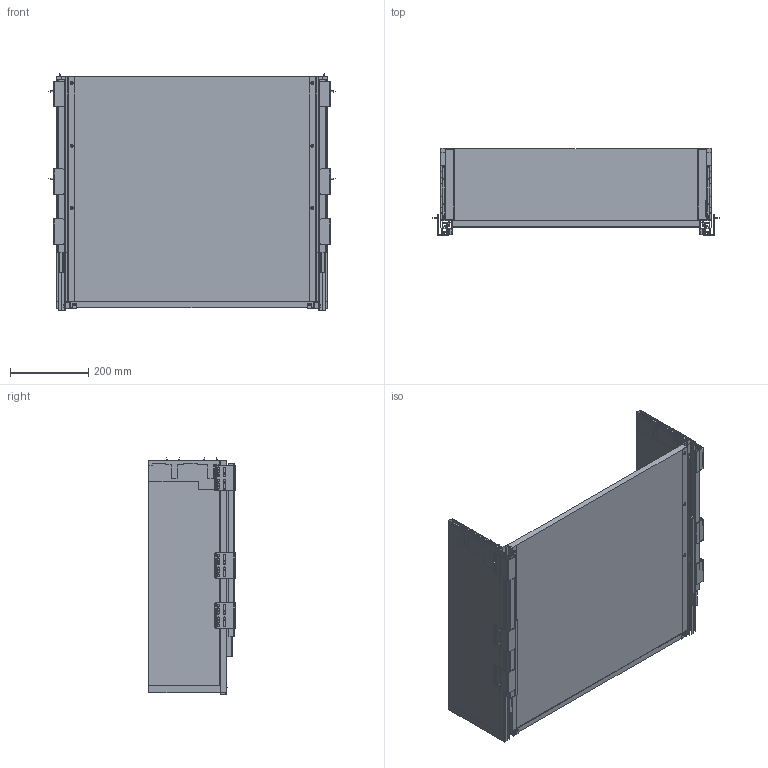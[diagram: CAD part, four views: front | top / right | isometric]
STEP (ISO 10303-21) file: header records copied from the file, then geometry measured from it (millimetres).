
FILE_DESCRIPTION(/* description */ (''),/* implementation_level */ '2;1');
FILE_NAME(/* name */ 'PB-AXISPRO-KPL600D.stp',/* time_stamp */ '2024-08-22T16:11:23+02:00',/* author */ ('tomaszw'),/* organization */ (''),/* preprocessor_version */ 'ST-DEVELOPER v19.2',/* originating_system */ 'Autodesk Inventor 2023',/* authorisation */ '');
FILE_SCHEMA (('AUTOMOTIVE_DESIGN { 1 0 10303 214 3 1 1 }'));
Products named in the file (1): PB-AXISPRO-KPL600D1
Bounding box: 732.6 x 222 x 604.9 mm (x, y, z)
Volume: 8699379.2 mm3; surface area: 2663163.3 mm2
Topology: 49 solids, 51 shells, 2020 faces, 5284 edges, 3452 vertices
Faces by surface type: plane 1420, cylinder 348, cone 128, bspline 116, sphere 6, torus 2
Full cylindrical faces by diameter (mm): 2 x4, 3.5 x32, 6 x56, 7.5 x26, 7.8 x2, 8.5 x2, 10 x6
Entity records: 62938 total; most frequent: CARTESIAN_POINT 12903, ORIENTED_EDGE 10552, DIRECTION 9672, EDGE_CURVE 5276, LINE 4134, VECTOR 4134, VERTEX_POINT 3452, AXIS2_PLACEMENT_3D 2769
